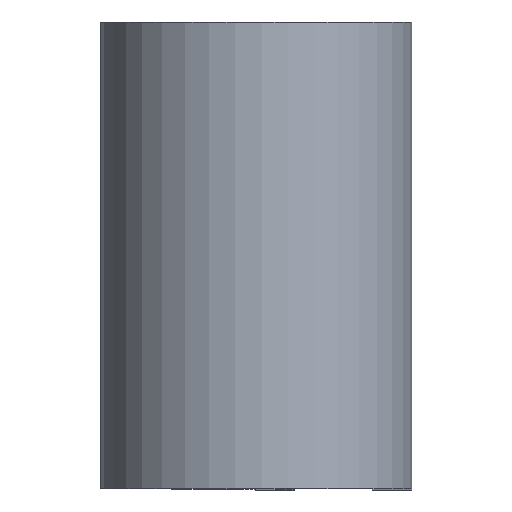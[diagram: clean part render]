
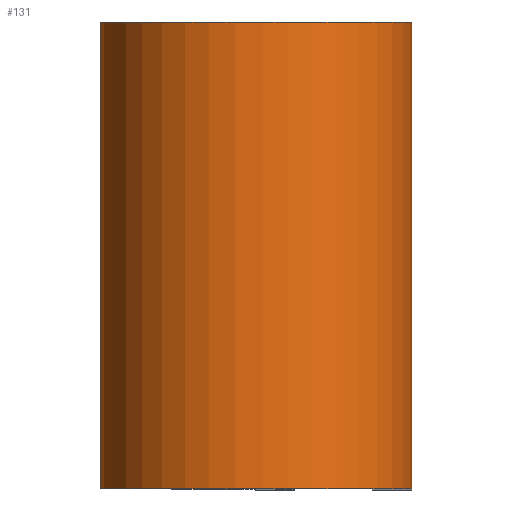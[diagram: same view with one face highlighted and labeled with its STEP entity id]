
A CAD part, top view. The second image highlights one B-rep face of the part: STEP entity #131.
In plain terms, the highlighted cylindrical face has radius 3.188 mm (diameter 6.375 mm), a partial arc.
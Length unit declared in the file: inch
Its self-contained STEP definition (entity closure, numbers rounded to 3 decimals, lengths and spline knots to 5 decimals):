
#6 = CIRCLE ( 'NONE', #273, 0.1255 ) ;
#53 = CARTESIAN_POINT ( 'NONE',  ( 0., -0.1875, 0. ) ) ;
#55 = DIRECTION ( 'NONE',  ( 0., 1., 0. ) ) ;
#80 = CARTESIAN_POINT ( 'NONE',  ( -0.01463, 0.1875, -0.12464 ) ) ;
#88 = EDGE_CURVE ( 'NONE', #162, #467, #6, .T. ) ;
#91 = CARTESIAN_POINT ( 'NONE',  ( 0., 0.1875, 0. ) ) ;
#109 = ORIENTED_EDGE ( 'NONE', *, *, #88, .F. ) ;
#131 = ADVANCED_FACE ( 'NONE', ( #265 ), #224, .T. ) ;
#134 = AXIS2_PLACEMENT_3D ( 'NONE', #353, #393, #565 ) ;
#159 = ORIENTED_EDGE ( 'NONE', *, *, #540, .T. ) ;
#162 = VERTEX_POINT ( 'NONE', #404 ) ;
#191 = EDGE_CURVE ( 'NONE', #194, #545, #389, .T. ) ;
#194 = VERTEX_POINT ( 'NONE', #235 ) ;
#209 = AXIS2_PLACEMENT_3D ( 'NONE', #53, #55, #442 ) ;
#219 = DIRECTION ( 'NONE',  ( 1., 0., 0. ) ) ;
#224 = CYLINDRICAL_SURFACE ( 'NONE', #134, 0.1255 ) ;
#232 = ORIENTED_EDGE ( 'NONE', *, *, #191, .T. ) ;
#235 = CARTESIAN_POINT ( 'NONE',  ( -0.01463, -0.1875, -0.12464 ) ) ;
#241 = VECTOR ( 'NONE', #556, 39.37008 ) ;
#262 = CARTESIAN_POINT ( 'NONE',  ( 0.1255, 0.1875, 0. ) ) ;
#265 = FACE_OUTER_BOUND ( 'NONE', #544, .T. ) ;
#273 = AXIS2_PLACEMENT_3D ( 'NONE', #91, #434, #219 ) ;
#297 = CARTESIAN_POINT ( 'NONE',  ( 0.1255, -0.1875, 0. ) ) ;
#314 = VECTOR ( 'NONE', #338, 39.37008 ) ;
#338 = DIRECTION ( 'NONE',  ( 0., -1., 0. ) ) ;
#353 = CARTESIAN_POINT ( 'NONE',  ( 0., 0.1875, 0. ) ) ;
#383 = LINE ( 'NONE', #262, #241 ) ;
#386 = ORIENTED_EDGE ( 'NONE', *, *, #455, .F. ) ;
#389 = CIRCLE ( 'NONE', #209, 0.1255 ) ;
#393 = DIRECTION ( 'NONE',  ( 0., -1., 0. ) ) ;
#404 = CARTESIAN_POINT ( 'NONE',  ( -0.01463, 0.1875, -0.12464 ) ) ;
#434 = DIRECTION ( 'NONE',  ( 0., 1., 0. ) ) ;
#442 = DIRECTION ( 'NONE',  ( 1., 0., 0. ) ) ;
#455 = EDGE_CURVE ( 'NONE', #467, #545, #383, .T. ) ;
#457 = CARTESIAN_POINT ( 'NONE',  ( 0.1255, 0.1875, 0. ) ) ;
#467 = VERTEX_POINT ( 'NONE', #457 ) ;
#540 = EDGE_CURVE ( 'NONE', #162, #194, #548, .T. ) ;
#544 = EDGE_LOOP ( 'NONE', ( #232, #386, #109, #159 ) ) ;
#545 = VERTEX_POINT ( 'NONE', #297 ) ;
#548 = LINE ( 'NONE', #80, #314 ) ;
#556 = DIRECTION ( 'NONE',  ( 0., -1., 0. ) ) ;
#565 = DIRECTION ( 'NONE',  ( 0., 0., -1. ) ) ;
